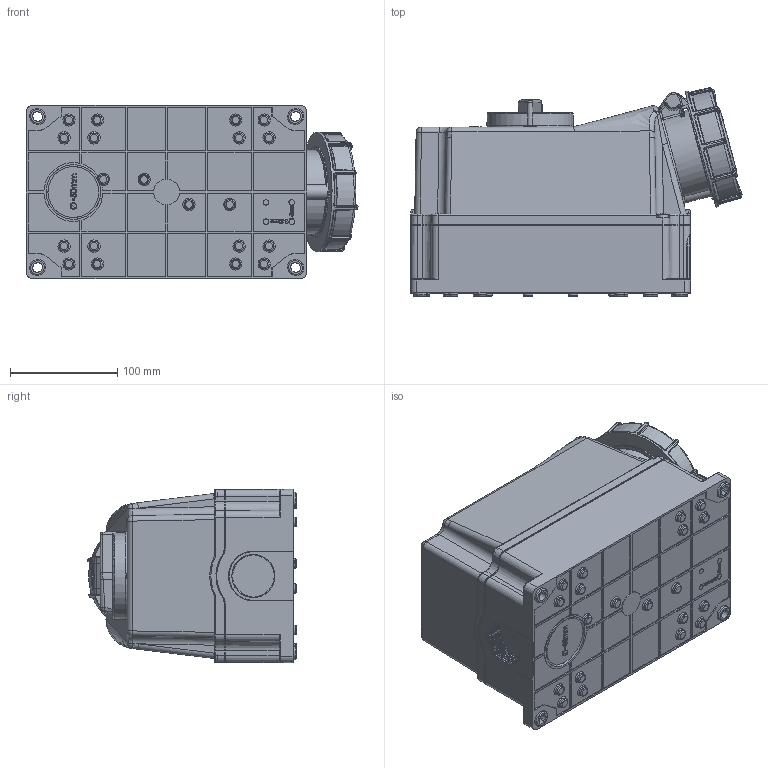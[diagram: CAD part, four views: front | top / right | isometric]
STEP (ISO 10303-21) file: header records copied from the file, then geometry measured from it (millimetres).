
FILE_DESCRIPTION (( 'STEP AP203' ), '1' );
FILE_NAME ('75352-6.STEP', '2018-01-19T08:17:37', ( '' ), ( '' ), 'SwSTEP 2.0', 'SolidWorks 2016', '' );
FILE_SCHEMA (( 'CONFIG_CONTROL_DESIGN' ));
Products named in the file (1): 75352-6
Bounding box: 310.04 x 194.71 x 162.01 mm (x, y, z)
Volume: 6230168.1 mm3; surface area: 251173.4 mm2
Topology: 1 solids, 11 shells, 2328 faces, 5976 edges, 3795 vertices
Faces by surface type: plane 975, bspline 671, cylinder 330, cone 151, torus 151, sphere 50
Full cylindrical faces by diameter (mm): 10.074 x3, 40.3 x3, 65.022 x1
Entity records: 125767 total; most frequent: CARTESIAN_POINT 76362, ORIENTED_EDGE 11616, DIRECTION 8080, EDGE_CURVE 5808, VERTEX_POINT 3754, AXIS2_PLACEMENT_3D 2867, EDGE_LOOP 2590, FACE_OUTER_BOUND 2377
